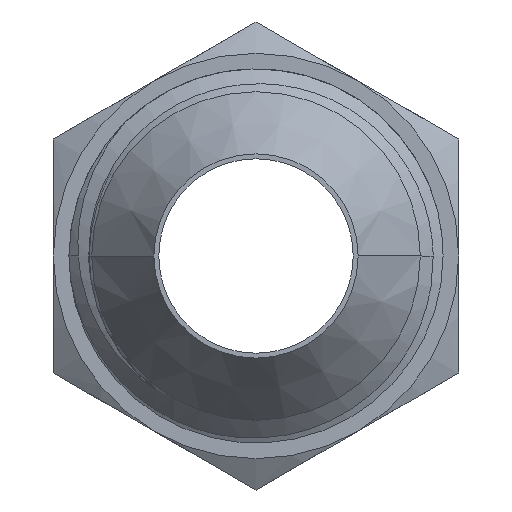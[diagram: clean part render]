
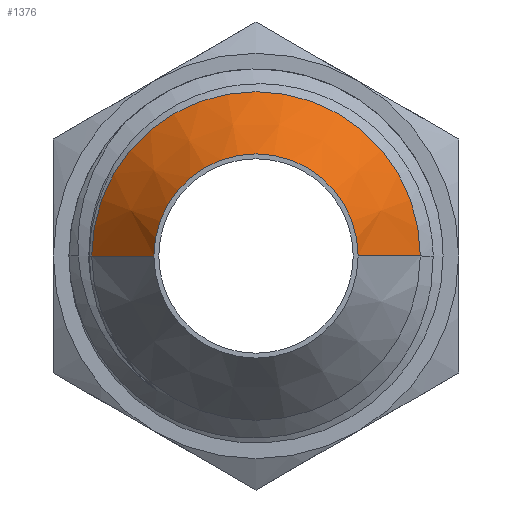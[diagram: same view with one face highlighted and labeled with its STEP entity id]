
A CAD part, front view. The second image highlights one B-rep face of the part: STEP entity #1376.
In plain terms, the highlighted conical face has half-angle 37 degrees and reference radius 8.367 mm.
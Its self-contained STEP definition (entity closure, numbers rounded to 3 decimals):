
#106=CONICAL_SURFACE('',#1468,8.367,0.646);
#161=FACE_OUTER_BOUND('',#246,.T.);
#246=EDGE_LOOP('',(#939,#940,#941,#942));
#331=CIRCLE('',#1467,8.367);
#332=CIRCLE('',#1469,5.201);
#430=LINE('',#2160,#490);
#431=LINE('',#2161,#491);
#490=VECTOR('',#1617,1000.);
#491=VECTOR('',#1618,1000.);
#558=VERTEX_POINT('',#2151);
#559=VERTEX_POINT('',#2152);
#560=VERTEX_POINT('',#2157);
#561=VERTEX_POINT('',#2158);
#706=EDGE_CURVE('',#558,#559,#331,.T.);
#709=EDGE_CURVE('',#560,#561,#332,.T.);
#710=EDGE_CURVE('',#561,#559,#430,.T.);
#711=EDGE_CURVE('',#560,#558,#431,.T.);
#939=ORIENTED_EDGE('',*,*,#709,.T.);
#940=ORIENTED_EDGE('',*,*,#710,.T.);
#941=ORIENTED_EDGE('',*,*,#706,.F.);
#942=ORIENTED_EDGE('',*,*,#711,.F.);
#1376=ADVANCED_FACE('',(#161),#106,.T.);
#1467=AXIS2_PLACEMENT_3D('',#2153,#1609,#1610);
#1468=AXIS2_PLACEMENT_3D('',#2156,#1613,#1614);
#1469=AXIS2_PLACEMENT_3D('',#2159,#1615,#1616);
#1609=DIRECTION('center_axis',(0.,1.,0.));
#1610=DIRECTION('ref_axis',(-1.,0.,0.));
#1613=DIRECTION('center_axis',(0.,1.,0.));
#1614=DIRECTION('ref_axis',(-1.,0.,0.));
#1615=DIRECTION('center_axis',(0.,1.,0.));
#1616=DIRECTION('ref_axis',(-1.,0.,0.));
#1617=DIRECTION('',(0.602,0.799,0.));
#1618=DIRECTION('',(-0.602,0.799,0.));
#2151=CARTESIAN_POINT('',(-8.216,-15.38,0.));
#2152=CARTESIAN_POINT('',(8.517,-15.38,0.));
#2153=CARTESIAN_POINT('Origin',(0.15,-15.38,0.));
#2156=CARTESIAN_POINT('Origin',(0.15,-15.38,0.));
#2157=CARTESIAN_POINT('',(-5.05,-19.581,0.));
#2158=CARTESIAN_POINT('',(5.351,-19.581,0.));
#2159=CARTESIAN_POINT('Origin',(0.15,-19.581,0.));
#2160=CARTESIAN_POINT('',(8.517,-15.38,0.));
#2161=CARTESIAN_POINT('',(-8.216,-15.38,0.));
